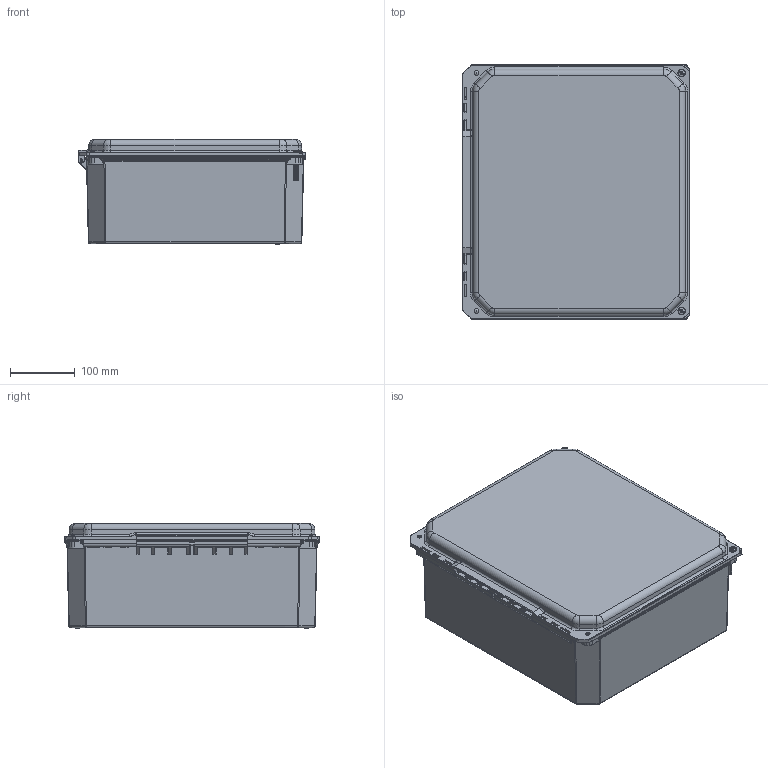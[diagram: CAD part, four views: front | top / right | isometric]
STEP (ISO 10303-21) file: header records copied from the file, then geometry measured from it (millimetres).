
FILE_DESCRIPTION (( 'STEP AP214' ), '1' );
FILE_NAME ('FRCC141206HW.STEP', '2018-11-02T12:35:48', ( '' ), ( '' ), 'SwSTEP 2.0', 'SolidWorks 2018', '' );
FILE_SCHEMA (( 'AUTOMOTIVE_DESIGN' ));
Length unit declared in the file: inch
Products named in the file (1): FRCC141206HW
Bounding box: 352.2 x 393.44 x 162.41 mm (x, y, z)
Volume: 1807484.7 mm3; surface area: 1014020.2 mm2
Topology: 23 solids, 23 shells, 2113 faces, 5156 edges, 3014 vertices
Faces by surface type: cylinder 804, plane 586, bspline 579, cone 126, torus 18
Full cylindrical faces by diameter (mm): 3.429 x2, 3.48 x4, 3.81 x2, 3.861 x8, 3.962 x12, 5.055 x2, 5.3 x2, 5.563 x4, 6.248 x12, 6.401 x4, 7.925 x4, 11.43 x2
Entity records: 113777 total; most frequent: CARTESIAN_POINT 43400, ORIENTED_EDGE 9826, DIRECTION 6958, EDGE_CURVE 4913, VERTEX_POINT 2970, AXIS2_PLACEMENT_3D 2366, EDGE_LOOP 2327, LINE 2226
